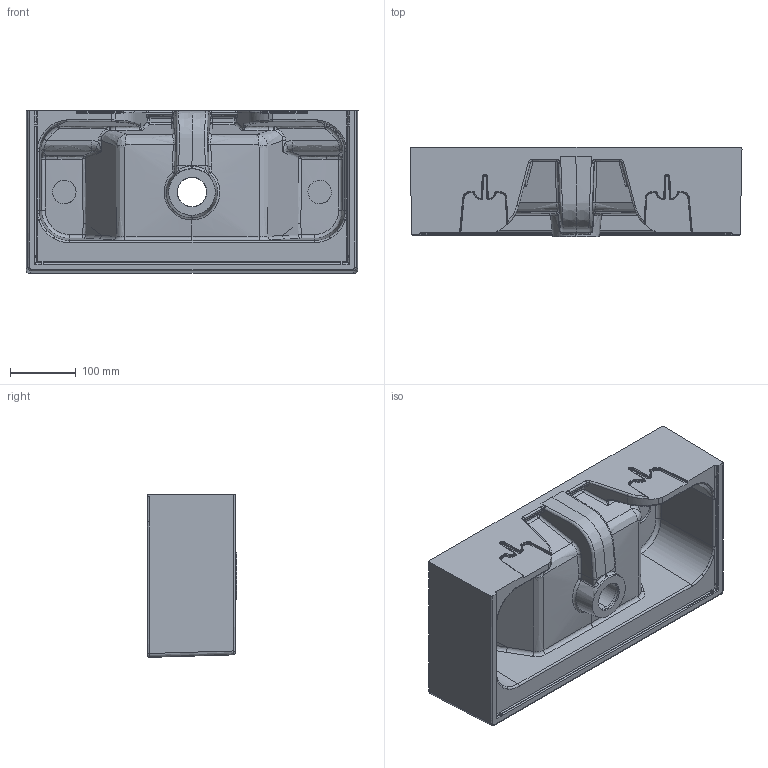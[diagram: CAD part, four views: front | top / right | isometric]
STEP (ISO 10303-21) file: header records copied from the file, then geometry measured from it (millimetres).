
FILE_DESCRIPTION (( 'STEP AP214' ), '1' );
FILE_NAME ('39206_STEP_V10819.STEP', '2021-04-09T15:24:44', ( '' ), ( '' ), 'SwSTEP 2.0', 'SolidWorks 2019', '' );
FILE_SCHEMA (( 'AUTOMOTIVE_DESIGN' ));
Length unit declared in the file: millimetre
Products named in the file (1): 39206_STEP_V10819
Bounding box: 504.48 x 136.39 x 247.27 mm (x, y, z)
Volume: 6482831.1 mm3; surface area: 612361.7 mm2
Topology: 1 solids, 1 shells, 487 faces, 1212 edges, 703 vertices
Faces by surface type: bspline 471, plane 10, cylinder 6
Entity records: 51188 total; most frequent: CARTESIAN_POINT 44276, ORIENTED_EDGE 2376, EDGE_CURVE 1188, B_SPLINE_CURVE_WITH_KNOTS 832, VERTEX_POINT 703, EDGE_LOOP 491, ADVANCED_FACE 487, FACE_OUTER_BOUND 487
